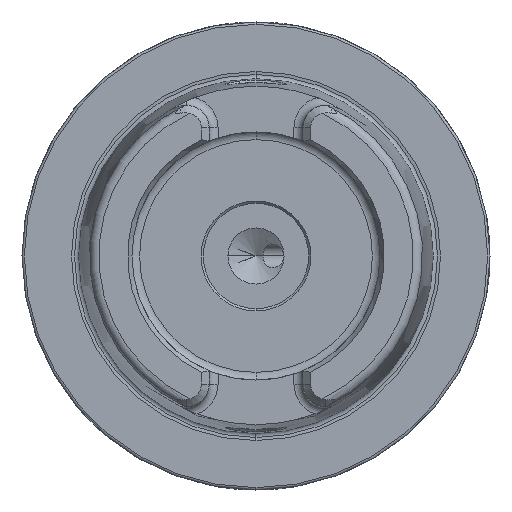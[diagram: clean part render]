
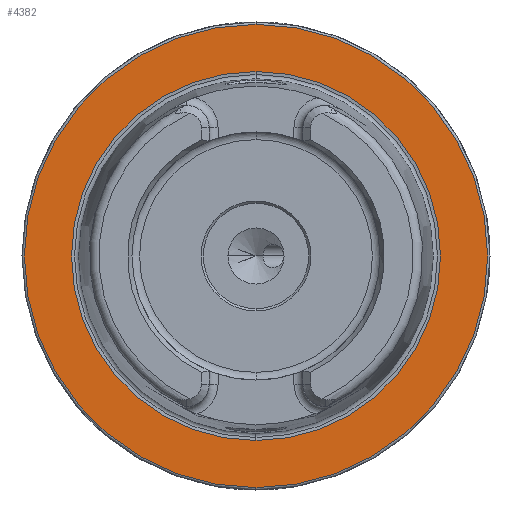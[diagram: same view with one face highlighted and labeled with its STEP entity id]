
A CAD part, left-side view. The second image highlights one B-rep face of the part: STEP entity #4382.
In plain terms, the highlighted planar face has unit normal (-1, 0, 0).
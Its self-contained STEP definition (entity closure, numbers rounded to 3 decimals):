
#188 = FACE_BOUND ( 'NONE', #2049, .T. ) ;
#459 = CIRCLE ( 'NONE', #4154, 39.414 ) ;
#501 = AXIS2_PLACEMENT_3D ( 'NONE', #2685, #12255, #4075 ) ;
#718 = DIRECTION ( 'NONE',  ( -1., 0., 0. ) ) ;
#1323 = PLANE ( 'NONE',  #501 ) ;
#2049 = EDGE_LOOP ( 'NONE', ( #12523, #17328 ) ) ;
#2293 = VERTEX_POINT ( 'NONE', #12646 ) ;
#2446 = CARTESIAN_POINT ( 'NONE',  ( 0., 0., 49.5 ) ) ;
#2659 = AXIS2_PLACEMENT_3D ( 'NONE', #16751, #718, #8626 ) ;
#2685 = CARTESIAN_POINT ( 'NONE',  ( 0., 49.5, 0. ) ) ;
#2985 = ORIENTED_EDGE ( 'NONE', *, *, #6887, .T. ) ;
#4075 = DIRECTION ( 'NONE',  ( 0., 0., -1. ) ) ;
#4154 = AXIS2_PLACEMENT_3D ( 'NONE', #7034, #10056, #12871 ) ;
#4278 = VERTEX_POINT ( 'NONE', #2446 ) ;
#4382 = ADVANCED_FACE ( 'NONE', ( #188, #13481 ), #1323, .F. ) ;
#4413 = EDGE_LOOP ( 'NONE', ( #10205, #2985 ) ) ;
#4566 = VERTEX_POINT ( 'NONE', #4682 ) ;
#4682 = CARTESIAN_POINT ( 'NONE',  ( 0., 0., -49.5 ) ) ;
#4934 = CARTESIAN_POINT ( 'NONE',  ( 0., 0., -39.414 ) ) ;
#6094 = AXIS2_PLACEMENT_3D ( 'NONE', #11888, #16059, #16118 ) ;
#6248 = DIRECTION ( 'NONE',  ( -1., 0., 0. ) ) ;
#6306 = DIRECTION ( 'NONE',  ( 0., 0., 1. ) ) ;
#6887 = EDGE_CURVE ( 'NONE', #4566, #4278, #8264, .T. ) ;
#6899 = VERTEX_POINT ( 'NONE', #4934 ) ;
#7034 = CARTESIAN_POINT ( 'NONE',  ( 0., 0., 0. ) ) ;
#7704 = CIRCLE ( 'NONE', #10518, 39.414 ) ;
#8264 = CIRCLE ( 'NONE', #6094, 49.5 ) ;
#8626 = DIRECTION ( 'NONE',  ( 0., 0., 1. ) ) ;
#10056 = DIRECTION ( 'NONE',  ( -1., 0., 0. ) ) ;
#10169 = CIRCLE ( 'NONE', #2659, 49.5 ) ;
#10205 = ORIENTED_EDGE ( 'NONE', *, *, #17677, .T. ) ;
#10518 = AXIS2_PLACEMENT_3D ( 'NONE', #14414, #6248, #6306 ) ;
#11888 = CARTESIAN_POINT ( 'NONE',  ( 0., 0., 0. ) ) ;
#12255 = DIRECTION ( 'NONE',  ( 1., 0., 0. ) ) ;
#12523 = ORIENTED_EDGE ( 'NONE', *, *, #17010, .F. ) ;
#12646 = CARTESIAN_POINT ( 'NONE',  ( 0., 0., 39.414 ) ) ;
#12871 = DIRECTION ( 'NONE',  ( 0., 0., 1. ) ) ;
#12968 = EDGE_CURVE ( 'NONE', #6899, #2293, #7704, .T. ) ;
#13481 = FACE_OUTER_BOUND ( 'NONE', #4413, .T. ) ;
#14414 = CARTESIAN_POINT ( 'NONE',  ( 0., 0., 0. ) ) ;
#16059 = DIRECTION ( 'NONE',  ( -1., 0., 0. ) ) ;
#16118 = DIRECTION ( 'NONE',  ( 0., 0., 1. ) ) ;
#16751 = CARTESIAN_POINT ( 'NONE',  ( 0., 0., 0. ) ) ;
#17010 = EDGE_CURVE ( 'NONE', #2293, #6899, #459, .T. ) ;
#17328 = ORIENTED_EDGE ( 'NONE', *, *, #12968, .F. ) ;
#17677 = EDGE_CURVE ( 'NONE', #4278, #4566, #10169, .T. ) ;
